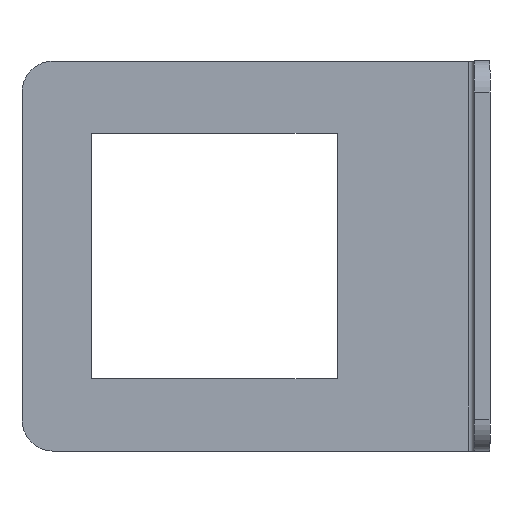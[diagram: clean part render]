
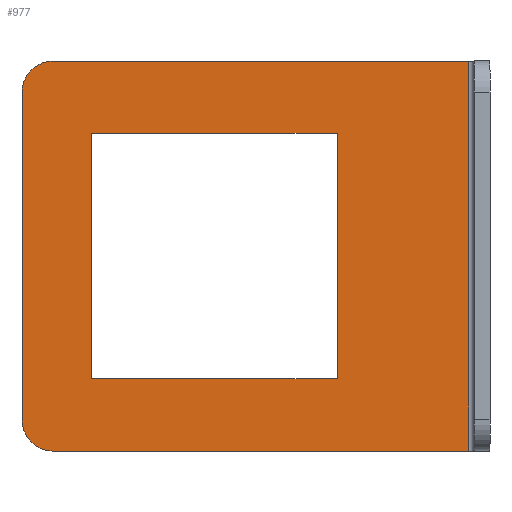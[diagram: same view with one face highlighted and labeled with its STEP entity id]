
A CAD part, top view. The second image highlights one B-rep face of the part: STEP entity #977.
In plain terms, the highlighted planar face has unit normal (0, 0, 1).
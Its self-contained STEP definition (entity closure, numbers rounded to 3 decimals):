
#30 = VECTOR ( 'NONE', #669, 1000. ) ;
#34 = DIRECTION ( 'NONE',  ( 0., -1., 0. ) ) ;
#58 = CARTESIAN_POINT ( 'NONE',  ( 8.9, 9.25, 0. ) ) ;
#60 = CARTESIAN_POINT ( 'NONE',  ( 0., 0., 0. ) ) ;
#68 = DIRECTION ( 'NONE',  ( -1., 0., 0. ) ) ;
#83 = ORIENTED_EDGE ( 'NONE', *, *, #234, .T. ) ;
#92 = CARTESIAN_POINT ( 'NONE',  ( 4., 46., 0. ) ) ;
#93 = VERTEX_POINT ( 'NONE', #409 ) ;
#118 = CARTESIAN_POINT ( 'NONE',  ( 40.4, 40.75, 0. ) ) ;
#130 = CARTESIAN_POINT ( 'NONE',  ( 0., 0., 0. ) ) ;
#136 = EDGE_CURVE ( 'NONE', #645, #675, #334, .T. ) ;
#148 = VECTOR ( 'NONE', #68, 1000. ) ;
#162 = VECTOR ( 'NONE', #794, 1000. ) ;
#168 = EDGE_CURVE ( 'NONE', #598, #770, #623, .T. ) ;
#170 = CARTESIAN_POINT ( 'NONE',  ( 0., 46., 0. ) ) ;
#171 = LINE ( 'NONE', #316, #540 ) ;
#177 = CARTESIAN_POINT ( 'NONE',  ( 57.263, 0., 0. ) ) ;
#188 = CARTESIAN_POINT ( 'NONE',  ( 4., 4., 0. ) ) ;
#204 = DIRECTION ( 'NONE',  ( 0., 0., 1. ) ) ;
#211 = LINE ( 'NONE', #606, #148 ) ;
#220 = CARTESIAN_POINT ( 'NONE',  ( 0., 4., 0. ) ) ;
#227 = VECTOR ( 'NONE', #492, 1000. ) ;
#232 = VERTEX_POINT ( 'NONE', #58 ) ;
#234 = EDGE_CURVE ( 'NONE', #770, #309, #664, .T. ) ;
#241 = ORIENTED_EDGE ( 'NONE', *, *, #381, .T. ) ;
#284 = AXIS2_PLACEMENT_3D ( 'NONE', #60, #841, #442 ) ;
#290 = FACE_BOUND ( 'NONE', #549, .T. ) ;
#292 = EDGE_CURVE ( 'NONE', #93, #546, #899, .T. ) ;
#298 = DIRECTION ( 'NONE',  ( -1., 0., 0. ) ) ;
#308 = ORIENTED_EDGE ( 'NONE', *, *, #168, .T. ) ;
#309 = VERTEX_POINT ( 'NONE', #177 ) ;
#316 = CARTESIAN_POINT ( 'NONE',  ( 0., 50., 0. ) ) ;
#334 = CIRCLE ( 'NONE', #1006, 4. ) ;
#336 = CARTESIAN_POINT ( 'NONE',  ( 57.263, 50., 0. ) ) ;
#358 = EDGE_CURVE ( 'NONE', #907, #232, #552, .T. ) ;
#381 = EDGE_CURVE ( 'NONE', #808, #645, #171, .T. ) ;
#409 = CARTESIAN_POINT ( 'NONE',  ( 40.4, 9.25, 0. ) ) ;
#411 = LINE ( 'NONE', #717, #464 ) ;
#421 = LINE ( 'NONE', #336, #518 ) ;
#422 = CARTESIAN_POINT ( 'NONE',  ( 0., 0., 0. ) ) ;
#433 = EDGE_CURVE ( 'NONE', #675, #598, #804, .T. ) ;
#442 = DIRECTION ( 'NONE',  ( -1., 0., 0. ) ) ;
#464 = VECTOR ( 'NONE', #584, 1000. ) ;
#492 = DIRECTION ( 'NONE',  ( 0., -1., 0. ) ) ;
#518 = VECTOR ( 'NONE', #34, 1000. ) ;
#523 = ORIENTED_EDGE ( 'NONE', *, *, #855, .F. ) ;
#528 = CARTESIAN_POINT ( 'NONE',  ( 40.4, 40.75, 0. ) ) ;
#532 = FACE_OUTER_BOUND ( 'NONE', #615, .T. ) ;
#540 = VECTOR ( 'NONE', #298, 1000. ) ;
#546 = VERTEX_POINT ( 'NONE', #528 ) ;
#549 = EDGE_LOOP ( 'NONE', ( #523, #695, #938, #846 ) ) ;
#552 = LINE ( 'NONE', #718, #162 ) ;
#584 = DIRECTION ( 'NONE',  ( 1., 0., 0. ) ) ;
#598 = VERTEX_POINT ( 'NONE', #220 ) ;
#603 = DIRECTION ( 'NONE',  ( -1., 0., 0. ) ) ;
#606 = CARTESIAN_POINT ( 'NONE',  ( 8.9, 40.75, 0. ) ) ;
#615 = EDGE_LOOP ( 'NONE', ( #241, #824, #984, #308, #83, #649 ) ) ;
#623 = CIRCLE ( 'NONE', #974, 4. ) ;
#632 = EDGE_CURVE ( 'NONE', #546, #907, #211, .T. ) ;
#645 = VERTEX_POINT ( 'NONE', #760 ) ;
#649 = ORIENTED_EDGE ( 'NONE', *, *, #827, .F. ) ;
#664 = LINE ( 'NONE', #130, #698 ) ;
#669 = DIRECTION ( 'NONE',  ( 0., 1., 0. ) ) ;
#675 = VERTEX_POINT ( 'NONE', #170 ) ;
#695 = ORIENTED_EDGE ( 'NONE', *, *, #358, .F. ) ;
#698 = VECTOR ( 'NONE', #990, 1000. ) ;
#715 = DIRECTION ( 'NONE',  ( 0., 0., 1. ) ) ;
#717 = CARTESIAN_POINT ( 'NONE',  ( 8.9, 9.25, 0. ) ) ;
#718 = CARTESIAN_POINT ( 'NONE',  ( 8.9, 40.75, 0. ) ) ;
#748 = PLANE ( 'NONE',  #284 ) ;
#760 = CARTESIAN_POINT ( 'NONE',  ( 4., 50., 0. ) ) ;
#770 = VERTEX_POINT ( 'NONE', #937 ) ;
#794 = DIRECTION ( 'NONE',  ( 0., -1., 0. ) ) ;
#799 = CARTESIAN_POINT ( 'NONE',  ( 57.263, 50., 0. ) ) ;
#804 = LINE ( 'NONE', #422, #227 ) ;
#808 = VERTEX_POINT ( 'NONE', #799 ) ;
#815 = CARTESIAN_POINT ( 'NONE',  ( 8.9, 40.75, 0. ) ) ;
#824 = ORIENTED_EDGE ( 'NONE', *, *, #136, .T. ) ;
#827 = EDGE_CURVE ( 'NONE', #808, #309, #421, .T. ) ;
#841 = DIRECTION ( 'NONE',  ( 0., 0., -1. ) ) ;
#846 = ORIENTED_EDGE ( 'NONE', *, *, #292, .F. ) ;
#855 = EDGE_CURVE ( 'NONE', #232, #93, #411, .T. ) ;
#878 = DIRECTION ( 'NONE',  ( -1., 0., 0. ) ) ;
#899 = LINE ( 'NONE', #118, #30 ) ;
#907 = VERTEX_POINT ( 'NONE', #815 ) ;
#937 = CARTESIAN_POINT ( 'NONE',  ( 4., 0., 0. ) ) ;
#938 = ORIENTED_EDGE ( 'NONE', *, *, #632, .F. ) ;
#974 = AXIS2_PLACEMENT_3D ( 'NONE', #188, #204, #603 ) ;
#977 = ADVANCED_FACE ( 'NONE', ( #290, #532 ), #748, .F. ) ;
#984 = ORIENTED_EDGE ( 'NONE', *, *, #433, .T. ) ;
#990 = DIRECTION ( 'NONE',  ( 1., 0., 0. ) ) ;
#1006 = AXIS2_PLACEMENT_3D ( 'NONE', #92, #715, #878 ) ;
